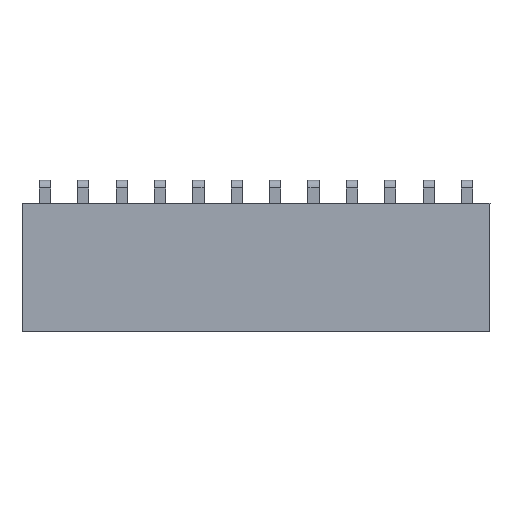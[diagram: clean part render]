
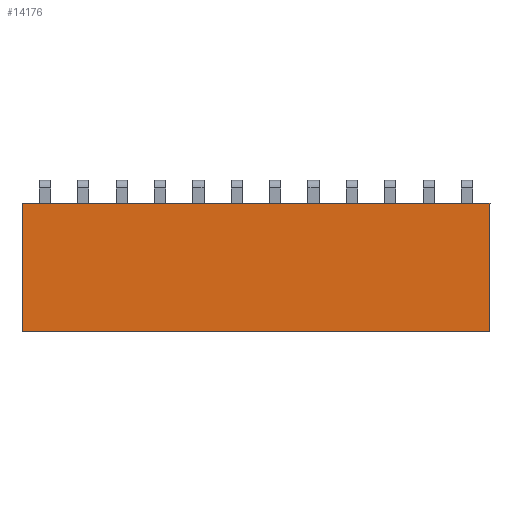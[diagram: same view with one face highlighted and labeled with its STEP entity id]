
A CAD part, top view. The second image highlights one B-rep face of the part: STEP entity #14176.
In plain terms, the highlighted face is planar.
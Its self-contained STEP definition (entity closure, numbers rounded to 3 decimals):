
#1920=ORIENTED_EDGE('',*,*,#4054,.F.);
#1921=ORIENTED_EDGE('',*,*,#4055,.F.);
#1922=ORIENTED_EDGE('',*,*,#4052,.F.);
#1923=ORIENTED_EDGE('',*,*,#4056,.F.);
#4052=EDGE_CURVE('',#5186,#5187,#6312,.T.);
#4054=EDGE_CURVE('',#5188,#5189,#6314,.T.);
#4055=EDGE_CURVE('',#5187,#5188,#6315,.T.);
#4056=EDGE_CURVE('',#5189,#5186,#6316,.T.);
#5186=VERTEX_POINT('',#20059);
#5187=VERTEX_POINT('',#20061);
#5188=VERTEX_POINT('',#20065);
#5189=VERTEX_POINT('',#20066);
#6312=LINE('',#20060,#7620);
#6314=LINE('',#20064,#7622);
#6315=LINE('',#20067,#7623);
#6316=LINE('',#20068,#7624);
#7620=VECTOR('',#16608,1000.);
#7622=VECTOR('',#16612,1000.);
#7623=VECTOR('',#16613,1000.);
#7624=VECTOR('',#16614,1000.);
#8458=EDGE_LOOP('',(#1920,#1921,#1922,#1923));
#9056=FACE_BOUND('',#8458,.T.);
#9606=PLANE('',#14781);
#14176=ADVANCED_FACE('',(#9056),#9606,.F.);
#14781=AXIS2_PLACEMENT_3D('',#20063,#16610,#16611);
#16608=DIRECTION('',(1.,0.,0.));
#16610=DIRECTION('',(0.,-1.,0.));
#16611=DIRECTION('',(0.,0.,-1.));
#16612=DIRECTION('',(-1.,0.,0.));
#16613=DIRECTION('',(0.,0.,1.));
#16614=DIRECTION('',(0.,0.,-1.));
#20059=CARTESIAN_POINT('',(-15.49,1.25,-4.25));
#20060=CARTESIAN_POINT('',(-15.49,1.25,-4.25));
#20061=CARTESIAN_POINT('',(15.49,1.25,-4.25));
#20063=CARTESIAN_POINT('',(0.,1.25,0.));
#20064=CARTESIAN_POINT('',(15.49,1.25,4.25));
#20065=CARTESIAN_POINT('',(15.49,1.25,4.25));
#20066=CARTESIAN_POINT('',(-15.49,1.25,4.25));
#20067=CARTESIAN_POINT('',(15.49,1.25,-4.25));
#20068=CARTESIAN_POINT('',(-15.49,1.25,4.25));
